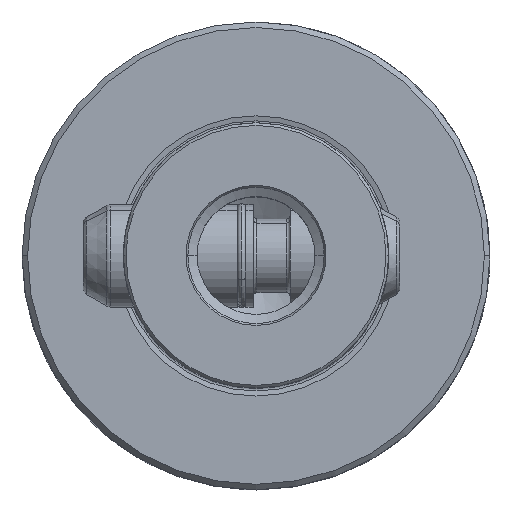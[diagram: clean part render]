
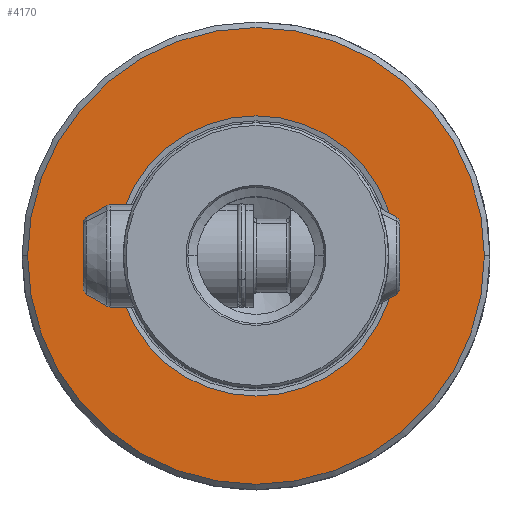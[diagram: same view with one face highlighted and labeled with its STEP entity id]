
A CAD part, top view. The second image highlights one B-rep face of the part: STEP entity #4170.
In plain terms, the highlighted planar face has unit normal (0, 0, 1).
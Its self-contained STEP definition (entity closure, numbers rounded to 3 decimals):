
#3338=EDGE_CURVE('NONE',#4928,#5052,#7080,.T.);
#3438=EDGE_CURVE('NONE',#4922,#4004,#7186,.F.);
#4004=VERTEX_POINT('NONE',#7819);
#4170=ADVANCED_FACE('NONE',(#8004,#8005),#8006,.T.);
#4320=EDGE_CURVE('NONE',#4004,#4922,#8175,.T.);
#4766=EDGE_CURVE('NONE',#5052,#4928,#8666,.T.);
#4922=VERTEX_POINT('NONE',#8844);
#4928=VERTEX_POINT('NONE',#8851);
#5052=VERTEX_POINT('NONE',#8987);
#7080=CIRCLE('',#30174,31.0);
#7186=CIRCLE('',#30750,19.012);
#7819=CARTESIAN_POINT('',(19.012,0.,0.0));
#8004=FACE_OUTER_BOUND('',#37635,.T.);
#8005=FACE_BOUND('',#37636,.T.);
#8006=PLANE('',#37637);
#8175=CIRCLE('',#38022,19.012);
#8666=CIRCLE('',#44977,31.0);
#8844=CARTESIAN_POINT('',(-19.012,0.,0.0));
#8851=CARTESIAN_POINT('',(31.0,0.,0.0));
#8987=CARTESIAN_POINT('',(-31.0,0.,0.0));
#30174=AXIS2_PLACEMENT_3D('',#49829,#49830,#49831);
#30750=AXIS2_PLACEMENT_3D('',#49935,#49936,#49937);
#37635=EDGE_LOOP('',(#50914,#50915));
#37636=EDGE_LOOP('',(#50916,#50917));
#37637=AXIS2_PLACEMENT_3D('',#50918,#50919,#50920);
#38022=AXIS2_PLACEMENT_3D('',#51124,#51125,#51126);
#44977=AXIS2_PLACEMENT_3D('',#51668,#51669,#51670);
#49829=CARTESIAN_POINT('',(0.0,0.0,0.0));
#49830=DIRECTION('',(0.0,0.0,-1.0));
#49831=DIRECTION('',(-1.0,0.,0.0));
#49935=CARTESIAN_POINT('',(0.0,0.0,0.0));
#49936=DIRECTION('',(0.0,0.0,-1.0));
#49937=DIRECTION('',(1.0,0.,0.0));
#50914=ORIENTED_EDGE('',*,*,#4766,.F.);
#50915=ORIENTED_EDGE('',*,*,#3338,.F.);
#50916=ORIENTED_EDGE('',*,*,#4320,.F.);
#50917=ORIENTED_EDGE('',*,*,#3438,.F.);
#50918=CARTESIAN_POINT('',(-18.0,0.0,0.0));
#50919=DIRECTION('',(0.0,-0.0,1.0));
#50920=DIRECTION('',(0.0,1.0,0.0));
#51124=CARTESIAN_POINT('',(0.0,0.0,0.0));
#51125=DIRECTION('',(0.0,0.0,1.0));
#51126=DIRECTION('',(1.0,0.,-0.0));
#51668=CARTESIAN_POINT('',(0.0,0.0,0.0));
#51669=DIRECTION('',(0.0,0.0,-1.0));
#51670=DIRECTION('',(-1.0,0.,0.0));
